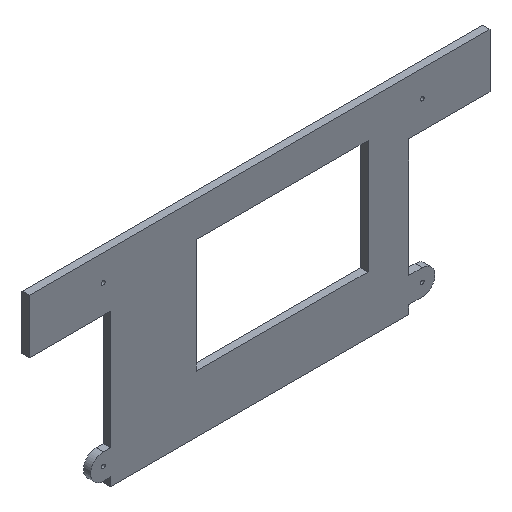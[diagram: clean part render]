
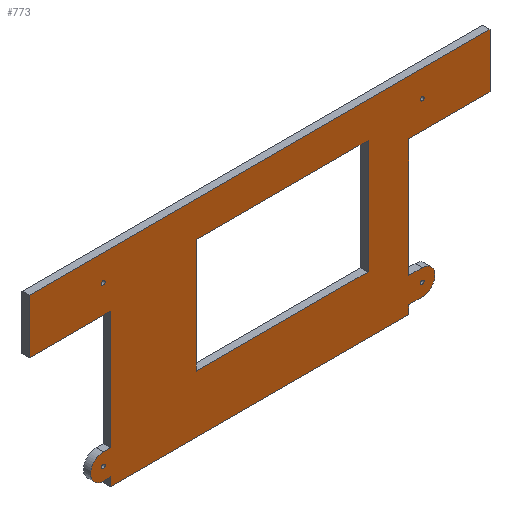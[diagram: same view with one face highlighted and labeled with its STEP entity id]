
A CAD part, isometric view. The second image highlights one B-rep face of the part: STEP entity #773.
In plain terms, the highlighted planar face has unit normal (0, -1, 0).
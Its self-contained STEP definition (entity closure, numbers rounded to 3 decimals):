
#22 = VERTEX_POINT('',#23);
#23 = CARTESIAN_POINT('',(90.,4.,-37.));
#40 = VERTEX_POINT('',#41);
#41 = CARTESIAN_POINT('',(82.5,4.,-37.));
#47 = EDGE_CURVE('',#22,#40,#48,.T.);
#48 = LINE('',#49,#50);
#49 = CARTESIAN_POINT('',(90.,4.,-37.));
#50 = VECTOR('',#51,1.);
#51 = DIRECTION('',(-1.,0.,0.));
#71 = VERTEX_POINT('',#72);
#72 = CARTESIAN_POINT('',(82.5,4.,28.5));
#78 = EDGE_CURVE('',#40,#71,#79,.T.);
#79 = LINE('',#80,#81);
#80 = CARTESIAN_POINT('',(82.5,4.,-37.));
#81 = VECTOR('',#82,1.);
#82 = DIRECTION('',(0.,0.,1.));
#102 = VERTEX_POINT('',#103);
#103 = CARTESIAN_POINT('',(127.5,4.,28.5));
#109 = EDGE_CURVE('',#71,#102,#110,.T.);
#110 = LINE('',#111,#112);
#111 = CARTESIAN_POINT('',(82.5,4.,28.5));
#112 = VECTOR('',#113,1.);
#113 = DIRECTION('',(1.,0.,0.));
#133 = VERTEX_POINT('',#134);
#134 = CARTESIAN_POINT('',(127.5,4.,58.5));
#140 = EDGE_CURVE('',#102,#133,#141,.T.);
#141 = LINE('',#142,#143);
#142 = CARTESIAN_POINT('',(127.5,4.,28.5));
#143 = VECTOR('',#144,1.);
#144 = DIRECTION('',(0.,0.,1.));
#164 = VERTEX_POINT('',#165);
#165 = CARTESIAN_POINT('',(-127.5,4.,58.5));
#171 = EDGE_CURVE('',#133,#164,#172,.T.);
#172 = LINE('',#173,#174);
#173 = CARTESIAN_POINT('',(127.5,4.,58.5));
#174 = VECTOR('',#175,1.);
#175 = DIRECTION('',(-1.,0.,0.));
#195 = VERTEX_POINT('',#196);
#196 = CARTESIAN_POINT('',(-127.5,4.,28.5));
#202 = EDGE_CURVE('',#164,#195,#203,.T.);
#203 = LINE('',#204,#205);
#204 = CARTESIAN_POINT('',(-127.5,4.,58.5));
#205 = VECTOR('',#206,1.);
#206 = DIRECTION('',(0.,0.,-1.));
#226 = VERTEX_POINT('',#227);
#227 = CARTESIAN_POINT('',(-82.5,4.,28.5));
#233 = EDGE_CURVE('',#195,#226,#234,.T.);
#234 = LINE('',#235,#236);
#235 = CARTESIAN_POINT('',(-127.5,4.,28.5));
#236 = VECTOR('',#237,1.);
#237 = DIRECTION('',(1.,0.,0.));
#257 = VERTEX_POINT('',#258);
#258 = CARTESIAN_POINT('',(-82.5,4.,-37.));
#264 = EDGE_CURVE('',#226,#257,#265,.T.);
#265 = LINE('',#266,#267);
#266 = CARTESIAN_POINT('',(-82.5,4.,28.5));
#267 = VECTOR('',#268,1.);
#268 = DIRECTION('',(0.,0.,-1.));
#279 = VERTEX_POINT('',#280);
#280 = CARTESIAN_POINT('',(-86.5,4.,-37.));
#295 = EDGE_CURVE('',#279,#257,#296,.T.);
#296 = LINE('',#297,#298);
#297 = CARTESIAN_POINT('',(-86.5,4.,-37.));
#298 = VECTOR('',#299,1.);
#299 = DIRECTION('',(1.,0.,0.));
#310 = VERTEX_POINT('',#311);
#311 = CARTESIAN_POINT('',(-86.5,4.,-51.));
#327 = EDGE_CURVE('',#310,#279,#328,.T.);
#328 = CIRCLE('',#329,7.);
#329 = AXIS2_PLACEMENT_3D('',#330,#331,#332);
#330 = CARTESIAN_POINT('',(-86.5,4.,-44.));
#331 = DIRECTION('',(0.,1.,0.));
#332 = DIRECTION('',(-1.,0.,0.));
#343 = VERTEX_POINT('',#344);
#344 = CARTESIAN_POINT('',(-82.5,4.,-51.));
#359 = EDGE_CURVE('',#343,#310,#360,.T.);
#360 = LINE('',#361,#362);
#361 = CARTESIAN_POINT('',(-82.5,4.,-51.));
#362 = VECTOR('',#363,1.);
#363 = DIRECTION('',(-1.,0.,0.));
#383 = VERTEX_POINT('',#384);
#384 = CARTESIAN_POINT('',(-82.5,4.,-55.75));
#390 = EDGE_CURVE('',#343,#383,#391,.T.);
#391 = LINE('',#392,#393);
#392 = CARTESIAN_POINT('',(-82.5,4.,-51.));
#393 = VECTOR('',#394,1.);
#394 = DIRECTION('',(0.,0.,-1.));
#414 = VERTEX_POINT('',#415);
#415 = CARTESIAN_POINT('',(82.5,4.,-55.75));
#421 = EDGE_CURVE('',#383,#414,#422,.T.);
#422 = LINE('',#423,#424);
#423 = CARTESIAN_POINT('',(-82.5,4.,-55.75));
#424 = VECTOR('',#425,1.);
#425 = DIRECTION('',(1.,0.,0.));
#436 = VERTEX_POINT('',#437);
#437 = CARTESIAN_POINT('',(82.5,4.,-51.));
#452 = EDGE_CURVE('',#436,#414,#453,.T.);
#453 = LINE('',#454,#455);
#454 = CARTESIAN_POINT('',(82.5,4.,-51.));
#455 = VECTOR('',#456,1.);
#456 = DIRECTION('',(0.,0.,-1.));
#467 = VERTEX_POINT('',#468);
#468 = CARTESIAN_POINT('',(90.,4.,-51.));
#483 = EDGE_CURVE('',#467,#436,#484,.T.);
#484 = LINE('',#485,#486);
#485 = CARTESIAN_POINT('',(90.,4.,-51.));
#486 = VECTOR('',#487,1.);
#487 = DIRECTION('',(-1.,0.,0.));
#506 = EDGE_CURVE('',#22,#467,#507,.T.);
#507 = CIRCLE('',#508,7.);
#508 = AXIS2_PLACEMENT_3D('',#509,#510,#511);
#509 = CARTESIAN_POINT('',(90.,4.,-44.));
#510 = DIRECTION('',(0.,1.,0.));
#511 = DIRECTION('',(-1.,0.,0.));
#522 = VERTEX_POINT('',#523);
#523 = CARTESIAN_POINT('',(60.,4.,39.));
#540 = VERTEX_POINT('',#541);
#541 = CARTESIAN_POINT('',(60.,4.,-24.));
#547 = EDGE_CURVE('',#522,#540,#548,.T.);
#548 = LINE('',#549,#550);
#549 = CARTESIAN_POINT('',(60.,4.,39.));
#550 = VECTOR('',#551,1.);
#551 = DIRECTION('',(0.,0.,-1.));
#571 = VERTEX_POINT('',#572);
#572 = CARTESIAN_POINT('',(-35.,4.,-24.));
#578 = EDGE_CURVE('',#540,#571,#579,.T.);
#579 = LINE('',#580,#581);
#580 = CARTESIAN_POINT('',(60.,4.,-24.));
#581 = VECTOR('',#582,1.);
#582 = DIRECTION('',(-1.,0.,0.));
#602 = VERTEX_POINT('',#603);
#603 = CARTESIAN_POINT('',(-35.,4.,39.));
#609 = EDGE_CURVE('',#571,#602,#610,.T.);
#610 = LINE('',#611,#612);
#611 = CARTESIAN_POINT('',(-35.,4.,-24.));
#612 = VECTOR('',#613,1.);
#613 = DIRECTION('',(0.,0.,1.));
#631 = EDGE_CURVE('',#602,#522,#632,.T.);
#632 = LINE('',#633,#634);
#633 = CARTESIAN_POINT('',(-35.,4.,39.));
#634 = VECTOR('',#635,1.);
#635 = DIRECTION('',(1.,0.,0.));
#646 = VERTEX_POINT('',#647);
#647 = CARTESIAN_POINT('',(89.,4.,-44.));
#663 = EDGE_CURVE('',#646,#646,#664,.T.);
#664 = CIRCLE('',#665,1.);
#665 = AXIS2_PLACEMENT_3D('',#666,#667,#668);
#666 = CARTESIAN_POINT('',(90.,4.,-44.));
#667 = DIRECTION('',(0.,1.,0.));
#668 = DIRECTION('',(-1.,0.,0.));
#679 = VERTEX_POINT('',#680);
#680 = CARTESIAN_POINT('',(-87.5,4.,-44.));
#696 = EDGE_CURVE('',#679,#679,#697,.T.);
#697 = CIRCLE('',#698,1.);
#698 = AXIS2_PLACEMENT_3D('',#699,#700,#701);
#699 = CARTESIAN_POINT('',(-86.5,4.,-44.));
#700 = DIRECTION('',(0.,1.,0.));
#701 = DIRECTION('',(-1.,0.,0.));
#712 = VERTEX_POINT('',#713);
#713 = CARTESIAN_POINT('',(-87.5,4.,44.));
#729 = EDGE_CURVE('',#712,#712,#730,.T.);
#730 = CIRCLE('',#731,1.);
#731 = AXIS2_PLACEMENT_3D('',#732,#733,#734);
#732 = CARTESIAN_POINT('',(-86.5,4.,44.));
#733 = DIRECTION('',(0.,1.,0.));
#734 = DIRECTION('',(-1.,0.,0.));
#745 = VERTEX_POINT('',#746);
#746 = CARTESIAN_POINT('',(89.,4.,44.));
#762 = EDGE_CURVE('',#745,#745,#763,.T.);
#763 = CIRCLE('',#764,1.);
#764 = AXIS2_PLACEMENT_3D('',#765,#766,#767);
#765 = CARTESIAN_POINT('',(90.,4.,44.));
#766 = DIRECTION('',(0.,1.,0.));
#767 = DIRECTION('',(-1.,0.,0.));
#773 = ADVANCED_FACE('',(#774,#792,#798,#801,#804,#807),#810,.F.);
#774 = FACE_BOUND('',#775,.T.);
#775 = EDGE_LOOP('',(#776,#777,#778,#779,#780,#781,#782,#783,#784,#785,
    #786,#787,#788,#789,#790,#791));
#776 = ORIENTED_EDGE('',*,*,#47,.T.);
#777 = ORIENTED_EDGE('',*,*,#78,.T.);
#778 = ORIENTED_EDGE('',*,*,#109,.T.);
#779 = ORIENTED_EDGE('',*,*,#140,.T.);
#780 = ORIENTED_EDGE('',*,*,#171,.T.);
#781 = ORIENTED_EDGE('',*,*,#202,.T.);
#782 = ORIENTED_EDGE('',*,*,#233,.T.);
#783 = ORIENTED_EDGE('',*,*,#264,.T.);
#784 = ORIENTED_EDGE('',*,*,#295,.F.);
#785 = ORIENTED_EDGE('',*,*,#327,.F.);
#786 = ORIENTED_EDGE('',*,*,#359,.F.);
#787 = ORIENTED_EDGE('',*,*,#390,.T.);
#788 = ORIENTED_EDGE('',*,*,#421,.T.);
#789 = ORIENTED_EDGE('',*,*,#452,.F.);
#790 = ORIENTED_EDGE('',*,*,#483,.F.);
#791 = ORIENTED_EDGE('',*,*,#506,.F.);
#792 = FACE_BOUND('',#793,.T.);
#793 = EDGE_LOOP('',(#794,#795,#796,#797));
#794 = ORIENTED_EDGE('',*,*,#547,.T.);
#795 = ORIENTED_EDGE('',*,*,#578,.T.);
#796 = ORIENTED_EDGE('',*,*,#609,.T.);
#797 = ORIENTED_EDGE('',*,*,#631,.T.);
#798 = FACE_BOUND('',#799,.T.);
#799 = EDGE_LOOP('',(#800));
#800 = ORIENTED_EDGE('',*,*,#663,.T.);
#801 = FACE_BOUND('',#802,.T.);
#802 = EDGE_LOOP('',(#803));
#803 = ORIENTED_EDGE('',*,*,#696,.T.);
#804 = FACE_BOUND('',#805,.T.);
#805 = EDGE_LOOP('',(#806));
#806 = ORIENTED_EDGE('',*,*,#729,.T.);
#807 = FACE_BOUND('',#808,.T.);
#808 = EDGE_LOOP('',(#809));
#809 = ORIENTED_EDGE('',*,*,#762,.T.);
#810 = PLANE('',#811);
#811 = AXIS2_PLACEMENT_3D('',#812,#813,#814);
#812 = CARTESIAN_POINT('',(4.205,4.,8.397));
#813 = DIRECTION('',(0.,1.,0.));
#814 = DIRECTION('',(0.,0.,1.));
